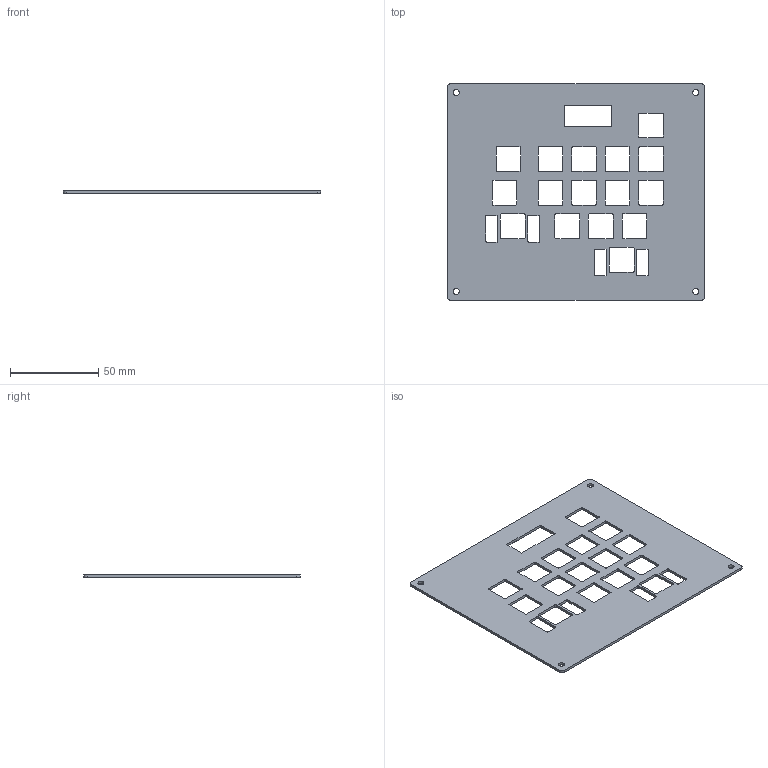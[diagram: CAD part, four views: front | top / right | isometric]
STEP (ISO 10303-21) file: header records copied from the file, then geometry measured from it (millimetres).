
FILE_DESCRIPTION(/* description */ (''),/* implementation_level */ '2;1');
FILE_NAME(/* name */ 'top v2.step',/* time_stamp */ '2025-06-13T16:35:54-04:00',/* author */ (''),/* organization */ (''),/* preprocessor_version */ 'ST-DEVELOPER v20.1',/* originating_system */ 'Autodesk Translation Framework v14.10.0.0',/* authorisation */ '');
FILE_SCHEMA (('AUTOMOTIVE_DESIGN { 1 0 10303 214 3 1 1 }'));
Length unit declared in the file: millimetre
Products named in the file (1): top
Bounding box: 146 x 123 x 1.5 mm (x, y, z)
Volume: 21041.2 mm3; surface area: 30732.9 mm2
Topology: 1 solids, 1 shells, 706 faces, 2031 edges, 1354 vertices
Faces by surface type: bspline 376, plane 242, cylinder 88
Full cylindrical faces by diameter (mm): 3.4 x4
Entity records: 26712 total; most frequent: CARTESIAN_POINT 10500, ORIENTED_EDGE 4062, DIRECTION 2113, EDGE_CURVE 2031, VERTEX_POINT 1354, LINE 1099, VECTOR 1099, EDGE_LOOP 783
